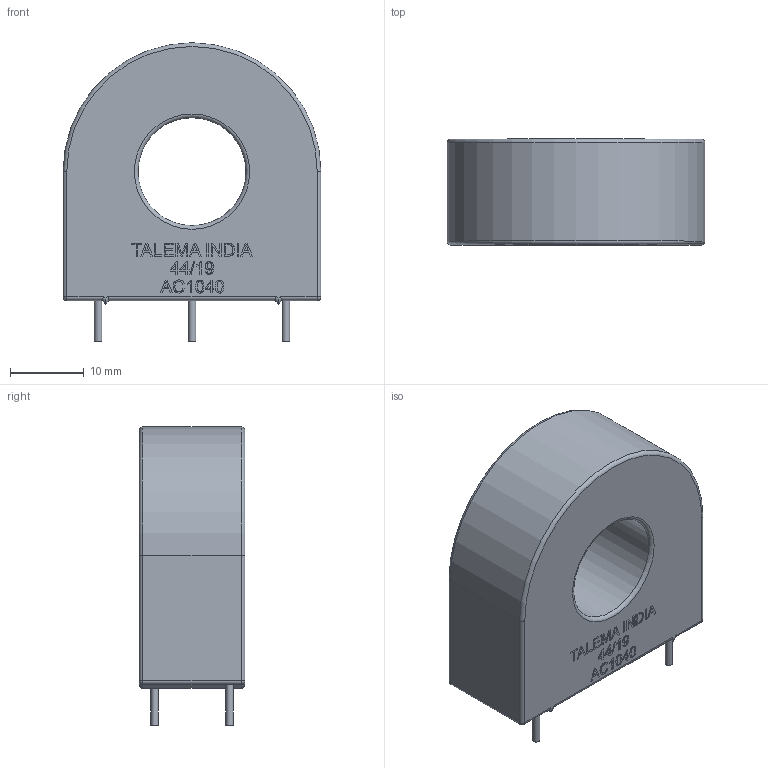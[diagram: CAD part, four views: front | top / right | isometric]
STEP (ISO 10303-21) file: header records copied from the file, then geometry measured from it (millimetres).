
FILE_DESCRIPTION(/* description */ (''),/* implementation_level */ '2;1');
FILE_NAME(/* name */ 'TALEMA - AC1040.step',/* time_stamp */ '2020-01-01T17:22:02+00:00',/* author */ (''),/* organization */ (''),/* preprocessor_version */ 'ST-DEVELOPER v18',/* originating_system */ 'Autodesk Translation Framework v8.12.0.6',/* authorisation */ '');
FILE_SCHEMA (('AUTOMOTIVE_DESIGN { 1 0 10303 214 3 1 1 }'));
Length unit declared in the file: millimetre
Products named in the file (1): TALEMA - AC1040
Bounding box: 34.9 x 14.3 x 40.4 mm (x, y, z)
Volume: 13155.1 mm3; surface area: 4265.3 mm2
Topology: 1 solids, 1 shells, 369 faces, 970 edges, 637 vertices
Faces by surface type: plane 213, bspline 123, cylinder 25, sphere 4, torus 4
Full cylindrical faces by diameter (mm): 1.016 x3, 14.6 x1
Entity records: 12457 total; most frequent: CARTESIAN_POINT 4068, ORIENTED_EDGE 1940, DIRECTION 1267, EDGE_CURVE 970, LINE 675, VECTOR 675, VERTEX_POINT 637, EDGE_LOOP 405
